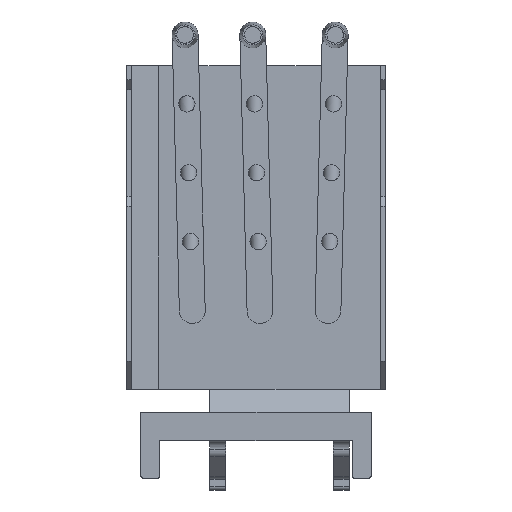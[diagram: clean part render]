
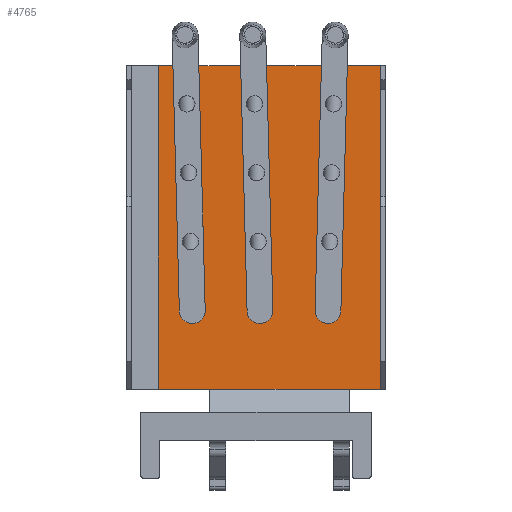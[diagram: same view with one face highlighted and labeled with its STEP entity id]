
A CAD part, front view. The second image highlights one B-rep face of the part: STEP entity #4765.
In plain terms, the highlighted planar face has unit normal (0, -1, 0).
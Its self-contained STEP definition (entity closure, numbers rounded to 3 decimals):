
#1363=CARTESIAN_POINT('',(-9.85,2.25,-12.175));
#1364=VERTEX_POINT('',#1363);
#1551=CARTESIAN_POINT('',(26.5,2.25,-12.175));
#1552=VERTEX_POINT('',#1551);
#1559=CARTESIAN_POINT('',(19.85,2.25,-12.175));
#1560=VERTEX_POINT('',#1559);
#1561=CARTESIAN_POINT('',(26.5,2.25,-12.175));
#1562=DIRECTION('',(-1.0,0.0,0.0));
#1563=VECTOR('',#1562,6.65);
#1564=LINE('',#1561,#1563);
#1565=EDGE_CURVE('',#1552,#1560,#1564,.T.);
#1670=CARTESIAN_POINT('',(26.5,2.25,56.675));
#1671=VERTEX_POINT('',#1670);
#1678=CARTESIAN_POINT('',(26.5,2.25,-12.175));
#1679=DIRECTION('',(0.0,0.0,1.0));
#1680=VECTOR('',#1679,68.85);
#1681=LINE('',#1678,#1680);
#1682=EDGE_CURVE('',#1552,#1671,#1681,.T.);
#1876=CARTESIAN_POINT('',(-20.808,2.25,-12.175));
#1877=VERTEX_POINT('',#1876);
#1878=CARTESIAN_POINT('',(-9.85,2.25,-12.175));
#1879=DIRECTION('',(-1.0,0.0,0.0));
#1880=VECTOR('',#1879,10.958);
#1881=LINE('',#1878,#1880);
#1882=EDGE_CURVE('',#1364,#1877,#1881,.T.);
#2596=CARTESIAN_POINT('',(-20.808,2.25,56.675));
#2597=VERTEX_POINT('',#2596);
#2604=CARTESIAN_POINT('',(-17.662,2.25,56.675));
#2605=VERTEX_POINT('',#2604);
#2606=CARTESIAN_POINT('',(-17.662,2.25,56.675));
#2607=DIRECTION('',(-1.0,0.0,0.0));
#2608=VECTOR('',#2607,3.145);
#2609=LINE('',#2606,#2608);
#2610=EDGE_CURVE('',#2605,#2597,#2609,.T.);
#2933=CARTESIAN_POINT('',(19.412,2.25,56.675));
#2934=VERTEX_POINT('',#2933);
#2941=CARTESIAN_POINT('',(26.5,2.25,56.675));
#2942=DIRECTION('',(-1.0,0.0,0.0));
#2943=VECTOR('',#2942,7.088);
#2944=LINE('',#2941,#2943);
#2945=EDGE_CURVE('',#1671,#2934,#2944,.T.);
#3846=CARTESIAN_POINT('',(19.85,2.25,-12.175));
#3847=DIRECTION('',(-1.0,0.0,0.0));
#3848=VECTOR('',#3847,29.7);
#3849=LINE('',#3846,#3848);
#3850=EDGE_CURVE('',#1560,#1364,#3849,.T.);
#4306=CARTESIAN_POINT('',(13.91,2.25,56.675));
#4307=VERTEX_POINT('',#4306);
#4314=CARTESIAN_POINT('',(12.551,2.25,4.647));
#4315=VERTEX_POINT('',#4314);
#4316=CARTESIAN_POINT('',(12.551,2.25,4.647));
#4317=DIRECTION('',(0.026,0.0,1.));
#4318=VECTOR('',#4317,52.046);
#4319=LINE('',#4316,#4318);
#4320=EDGE_CURVE('',#4315,#4307,#4319,.T.);
#4338=CARTESIAN_POINT('',(18.049,2.25,4.503));
#4339=VERTEX_POINT('',#4338);
#4340=CARTESIAN_POINT('',(15.3,2.25,4.575));
#4341=DIRECTION('',(0.0,1.0,0.0));
#4342=DIRECTION('',(-1.,0.0,0.026));
#4343=AXIS2_PLACEMENT_3D('',#4340,#4341,#4342);
#4344=CIRCLE('',#4343,2.75);
#4345=EDGE_CURVE('',#4339,#4315,#4344,.T.);
#4363=CARTESIAN_POINT('',(19.412,2.25,56.675));
#4364=DIRECTION('',(-0.026,0.0,-1.));
#4365=VECTOR('',#4364,52.19);
#4366=LINE('',#4363,#4365);
#4367=EDGE_CURVE('',#2934,#4339,#4366,.T.);
#4409=CARTESIAN_POINT('',(3.599,2.25,4.647));
#4410=VERTEX_POINT('',#4409);
#4417=CARTESIAN_POINT('',(2.24,2.25,56.675));
#4418=VERTEX_POINT('',#4417);
#4419=CARTESIAN_POINT('',(2.24,2.25,56.675));
#4420=DIRECTION('',(0.026,0.0,-1.));
#4421=VECTOR('',#4420,52.046);
#4422=LINE('',#4419,#4421);
#4423=EDGE_CURVE('',#4418,#4410,#4422,.T.);
#4467=CARTESIAN_POINT('',(-3.262,2.25,56.675));
#4468=VERTEX_POINT('',#4467);
#4475=CARTESIAN_POINT('',(-1.899,2.25,4.503));
#4476=VERTEX_POINT('',#4475);
#4477=CARTESIAN_POINT('',(-1.899,2.25,4.503));
#4478=DIRECTION('',(-0.026,0.0,1.));
#4479=VECTOR('',#4478,52.19);
#4480=LINE('',#4477,#4479);
#4481=EDGE_CURVE('',#4476,#4468,#4480,.T.);
#4505=CARTESIAN_POINT('',(0.85,2.25,4.575));
#4506=DIRECTION('',(0.0,1.0,0.0));
#4507=DIRECTION('',(1.,0.0,0.026));
#4508=AXIS2_PLACEMENT_3D('',#4505,#4506,#4507);
#4509=CIRCLE('',#4508,2.75);
#4510=EDGE_CURVE('',#4410,#4476,#4509,.T.);
#4560=CARTESIAN_POINT('',(-16.299,2.25,4.503));
#4561=VERTEX_POINT('',#4560);
#4562=CARTESIAN_POINT('',(-16.299,2.25,4.503));
#4563=DIRECTION('',(-0.026,0.0,1.));
#4564=VECTOR('',#4563,52.19);
#4565=LINE('',#4562,#4564);
#4566=EDGE_CURVE('',#4561,#2605,#4565,.T.);
#4592=CARTESIAN_POINT('',(-10.801,2.25,4.647));
#4593=VERTEX_POINT('',#4592);
#4594=CARTESIAN_POINT('',(-13.55,2.25,4.575));
#4595=DIRECTION('',(0.0,1.0,0.0));
#4596=DIRECTION('',(-1.,0.0,-0.026));
#4597=AXIS2_PLACEMENT_3D('',#4594,#4595,#4596);
#4598=CIRCLE('',#4597,2.75);
#4599=EDGE_CURVE('',#4593,#4561,#4598,.T.);
#4622=CARTESIAN_POINT('',(-12.16,2.25,56.675));
#4623=VERTEX_POINT('',#4622);
#4624=CARTESIAN_POINT('',(-12.16,2.25,56.675));
#4625=DIRECTION('',(0.026,0.0,-1.));
#4626=VECTOR('',#4625,52.046);
#4627=LINE('',#4624,#4626);
#4628=EDGE_CURVE('',#4623,#4593,#4627,.T.);
#4703=CARTESIAN_POINT('',(-3.262,2.25,56.675));
#4704=DIRECTION('',(-1.0,0.0,0.0));
#4705=VECTOR('',#4704,8.898);
#4706=LINE('',#4703,#4705);
#4707=EDGE_CURVE('',#4468,#4623,#4706,.T.);
#4725=CARTESIAN_POINT('',(13.91,2.25,56.675));
#4726=DIRECTION('',(-1.0,0.0,0.0));
#4727=VECTOR('',#4726,11.671);
#4728=LINE('',#4725,#4727);
#4729=EDGE_CURVE('',#4307,#4418,#4728,.T.);
#4735=CARTESIAN_POINT('',(0.0,2.25,25.5));
#4736=DIRECTION('',(0.0,-1.0,0.0));
#4737=DIRECTION('',(0.0,0.0,-1.0));
#4738=AXIS2_PLACEMENT_3D('',#4735,#4736,#4737);
#4739=PLANE('',#4738);
#4740=CARTESIAN_POINT('',(-20.808,2.25,56.675));
#4741=DIRECTION('',(0.0,0.0,-1.0));
#4742=VECTOR('',#4741,68.85);
#4743=LINE('',#4740,#4742);
#4744=EDGE_CURVE('',#2597,#1877,#4743,.T.);
#4745=ORIENTED_EDGE('',*,*,#4744,.T.);
#4746=ORIENTED_EDGE('',*,*,#1882,.F.);
#4747=ORIENTED_EDGE('',*,*,#3850,.F.);
#4748=ORIENTED_EDGE('',*,*,#1565,.F.);
#4749=ORIENTED_EDGE('',*,*,#1682,.T.);
#4750=ORIENTED_EDGE('',*,*,#2945,.T.);
#4751=ORIENTED_EDGE('',*,*,#4367,.T.);
#4752=ORIENTED_EDGE('',*,*,#4345,.T.);
#4753=ORIENTED_EDGE('',*,*,#4320,.T.);
#4754=ORIENTED_EDGE('',*,*,#4729,.T.);
#4755=ORIENTED_EDGE('',*,*,#4423,.T.);
#4756=ORIENTED_EDGE('',*,*,#4510,.T.);
#4757=ORIENTED_EDGE('',*,*,#4481,.T.);
#4758=ORIENTED_EDGE('',*,*,#4707,.T.);
#4759=ORIENTED_EDGE('',*,*,#4628,.T.);
#4760=ORIENTED_EDGE('',*,*,#4599,.T.);
#4761=ORIENTED_EDGE('',*,*,#4566,.T.);
#4762=ORIENTED_EDGE('',*,*,#2610,.T.);
#4763=EDGE_LOOP('',(#4745,#4746,#4747,#4748,#4749,#4750,#4751,#4752,#4753,#4754,#4755,#4756,#4757,#4758,#4759,#4760,#4761,#4762));
#4764=FACE_OUTER_BOUND('',#4763,.T.);
#4765=ADVANCED_FACE('',(#4764),#4739,.T.);
